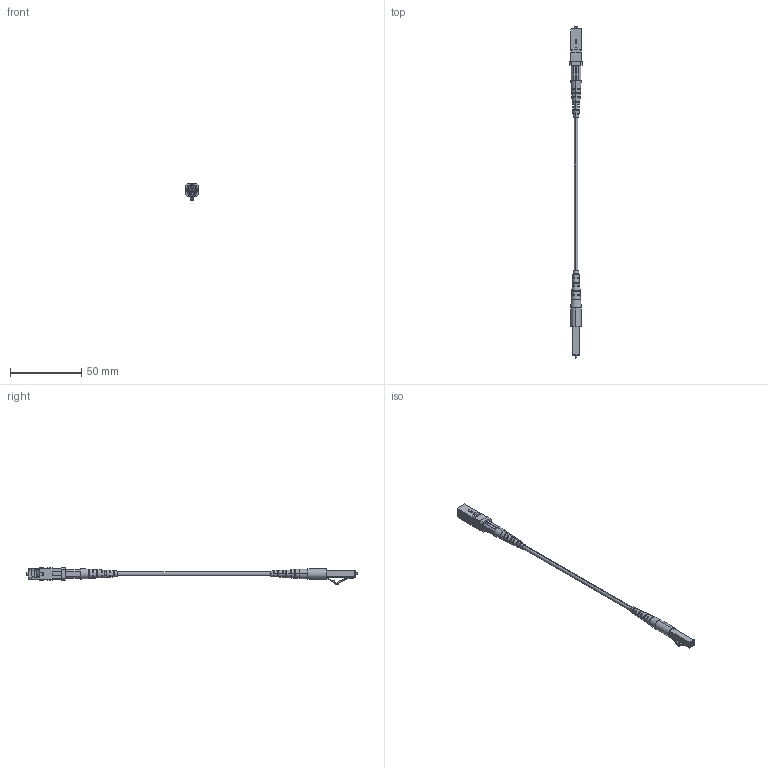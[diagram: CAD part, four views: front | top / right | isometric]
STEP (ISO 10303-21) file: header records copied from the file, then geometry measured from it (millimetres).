
FILE_DESCRIPTION (( 'STEP AP203' ), '1' );
FILE_NAME ('SFOSC-LC.STEP', '2006-06-23T20:20:44', ( 'lcom' ), ( 'lcom' ), 'SwSTEP 2.0', 'SolidWorks 2006004', '' );
FILE_SCHEMA (( 'CONFIG_CONTROL_DESIGN' ));
Length unit declared in the file: inch
Products named in the file (10): CONN-95-200-08-BP3B MA2; SFOSC-LC; CONN-LC3-020-1-MA1; CONN-95-200-08-BP3B MA3; CONN-LC3-020-1-MA2; CONN-95-200-08-BP3B MA1; CONN-95-200-08-BP3B; CONN-95-200-08-BP3B MA4; CONN-LC3-020-1; N601-INS-SF-10C
Assembly tree (9 placements, depth 3):
  SFOSC-LC
    CONN-LC3-020-1
      CONN-LC3-020-1-MA1
      CONN-LC3-020-1-MA2
    CONN-95-200-08-BP3B
      CONN-95-200-08-BP3B MA4
      CONN-95-200-08-BP3B MA1
      CONN-95-200-08-BP3B MA3
      CONN-95-200-08-BP3B MA2
    N601-INS-SF-10C
Bounding box: 8.89 x 233.35 x 11.93 mm (x, y, z)
Volume: 3634.2 mm3; surface area: 7377.3 mm2
Topology: 8 solids, 8 shells, 435 faces, 1244 edges, 806 vertices
Faces by surface type: plane 346, cylinder 56, cone 24, sphere 4, torus 4, bspline 1
Entity records: 15852 total; most frequent: CARTESIAN_POINT 3258, ORIENTED_EDGE 2480, DIRECTION 2334, EDGE_CURVE 1240, VERTEX_POINT 806, LINE 802, VECTOR 802, AXIS2_PLACEMENT_3D 766
